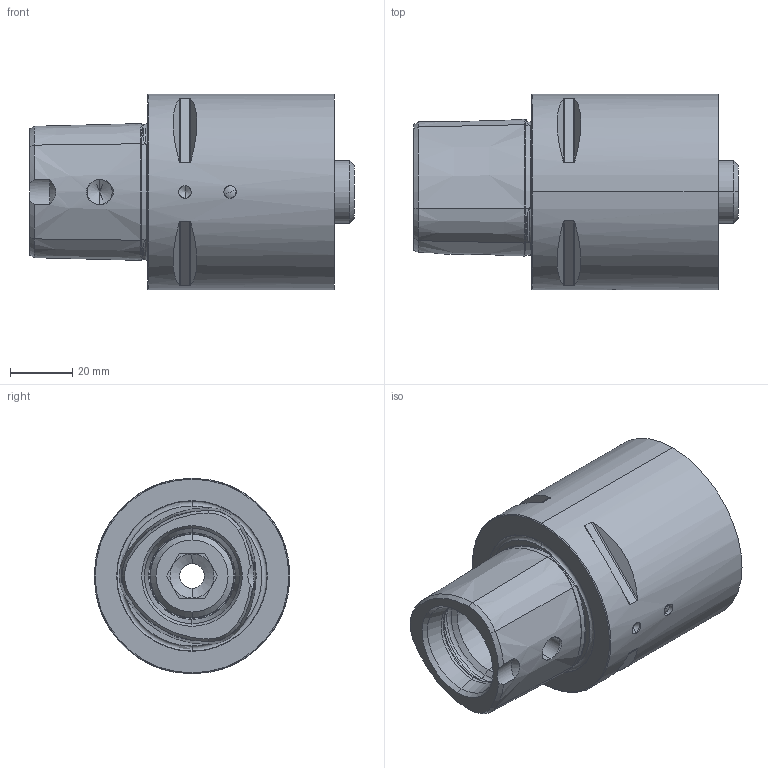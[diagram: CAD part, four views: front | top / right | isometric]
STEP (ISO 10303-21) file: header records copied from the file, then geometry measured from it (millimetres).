
FILE_DESCRIPTION (( 'STEP AP203' ), '1' );
FILE_NAME ('PS6-PS6.K01.060.STEP', '2013-06-24T14:43:49', ( 'baer' ), ( 'Hewlett-Packard Company' ), 'SwSTEP 2.0', 'SolidWorks 2012', '' );
FILE_SCHEMA (( 'CONFIG_CONTROL_DESIGN' ));
Length unit declared in the file: millimetre
Products named in the file (4): PS6-PS6.K01.060_A; PS6-ER1.K01.062_A_PreviewCfg; ISO 8745-4x12_PreviewCfg; PS6-PS6.K01.060
Assembly tree (3 placements, depth 2):
  PS6-PS6.K01.060
    PS6-PS6.K01.060_A
    PS6-ER1.K01.062_A_PreviewCfg
    ISO 8745-4x12_PreviewCfg
Bounding box: 104.5 x 63 x 63 mm (x, y, z)
Volume: 168196.9 mm3; surface area: 41753.6 mm2
Topology: 3 solids, 3 shells, 198 faces, 450 edges, 264 vertices
Faces by surface type: cone 61, cylinder 46, torus 44, plane 43, sphere 4
Entity records: 6571 total; most frequent: CARTESIAN_POINT 1730, DIRECTION 999, ORIENTED_EDGE 892, EDGE_CURVE 446, AXIS2_PLACEMENT_3D 427, VERTEX_POINT 264, CIRCLE 223, EDGE_LOOP 218
